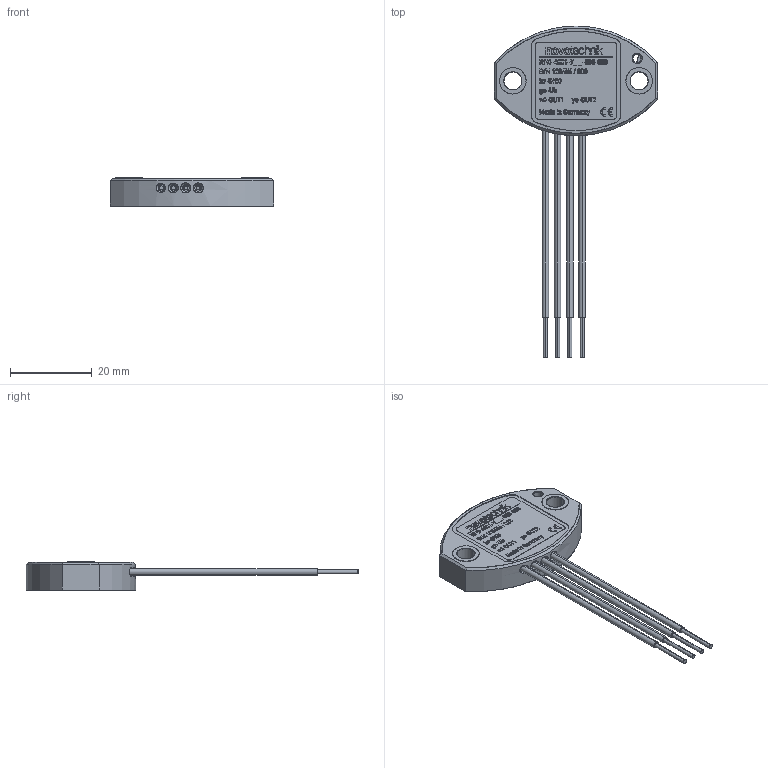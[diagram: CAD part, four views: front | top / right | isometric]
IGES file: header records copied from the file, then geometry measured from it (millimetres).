
Start section: SolidWorks IGES file using analytic representation for surfaces
Global section: file name: RFD_4001_teilred.IGS; native system: SolidWorks 2013; preprocessor: SolidWorks 2013; author: Thiel; date: 130814.081629; units: millimetre
Bounding box: 40.12 x 81.45 x 7 mm (x, y, z)
Surface area: 4770.1 mm2 (no closed solid volume)
Topology: 0 solids, 0 shells, 396 faces, 12635 edges, 12635 vertices
Faces by surface type: bspline 312, revolution 84
